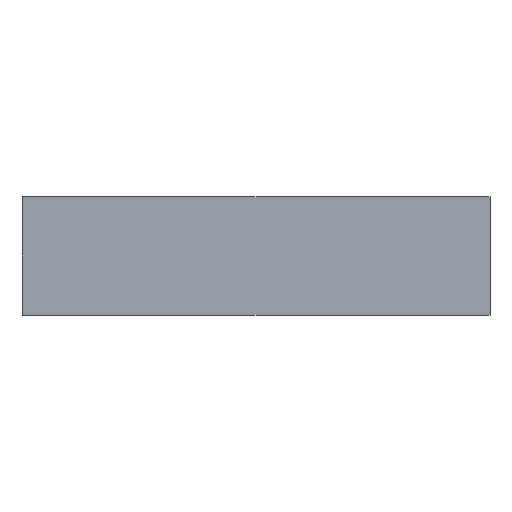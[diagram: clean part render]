
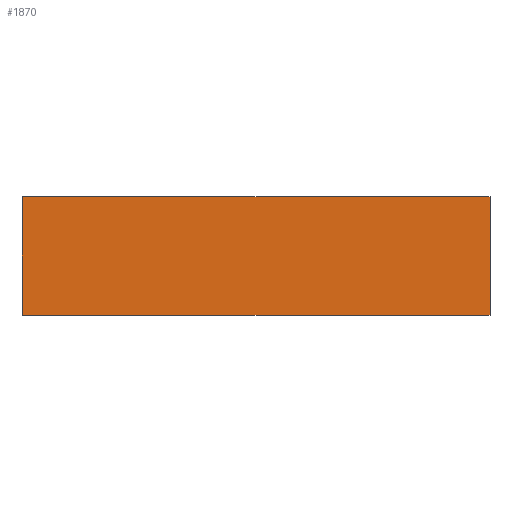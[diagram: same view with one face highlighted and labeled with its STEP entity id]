
A CAD part, front view. The second image highlights one B-rep face of the part: STEP entity #1870.
In plain terms, the highlighted planar face has unit normal (0, -1, 0).
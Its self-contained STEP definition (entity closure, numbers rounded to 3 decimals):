
#30 = PLANE ( 'NONE',  #26849 ) ;
#409 = DIRECTION ( 'NONE',  ( -1., 0., 0. ) ) ;
#1442 = ORIENTED_EDGE ( 'NONE', *, *, #7946, .T. ) ;
#1807 = ORIENTED_EDGE ( 'NONE', *, *, #25094, .T. ) ;
#1870 = ADVANCED_FACE ( 'NONE', ( #34835 ), #30, .T. ) ;
#2203 = LINE ( 'NONE', #26253, #2688 ) ;
#2688 = VECTOR ( 'NONE', #12959, 1000. ) ;
#3826 = VERTEX_POINT ( 'NONE', #27525 ) ;
#5793 = VECTOR ( 'NONE', #28085, 1000. ) ;
#6937 = CARTESIAN_POINT ( 'NONE',  ( -257., -30., 65. ) ) ;
#7824 = CARTESIAN_POINT ( 'NONE',  ( -257., -30., -65. ) ) ;
#7946 = EDGE_CURVE ( 'NONE', #3826, #12763, #27547, .T. ) ;
#8304 = LINE ( 'NONE', #24971, #31151 ) ;
#8839 = ORIENTED_EDGE ( 'NONE', *, *, #15945, .T. ) ;
#10961 = CARTESIAN_POINT ( 'NONE',  ( 0., -30., 0. ) ) ;
#12763 = VERTEX_POINT ( 'NONE', #24806 ) ;
#12959 = DIRECTION ( 'NONE',  ( 0., 0., 1. ) ) ;
#13173 = EDGE_LOOP ( 'NONE', ( #13419, #1442, #8839, #1807 ) ) ;
#13419 = ORIENTED_EDGE ( 'NONE', *, *, #23630, .T. ) ;
#15945 = EDGE_CURVE ( 'NONE', #12763, #25143, #2203, .T. ) ;
#18020 = VERTEX_POINT ( 'NONE', #25182 ) ;
#20572 = LINE ( 'NONE', #6937, #25372 ) ;
#21908 = DIRECTION ( 'NONE',  ( 0., -1., 0. ) ) ;
#23630 = EDGE_CURVE ( 'NONE', #18020, #3826, #20572, .T. ) ;
#24806 = CARTESIAN_POINT ( 'NONE',  ( 257., -30., -65. ) ) ;
#24971 = CARTESIAN_POINT ( 'NONE',  ( -257., -30., 65. ) ) ;
#25094 = EDGE_CURVE ( 'NONE', #25143, #18020, #8304, .T. ) ;
#25143 = VERTEX_POINT ( 'NONE', #31617 ) ;
#25182 = CARTESIAN_POINT ( 'NONE',  ( -257., -30., 65. ) ) ;
#25372 = VECTOR ( 'NONE', #34541, 1000. ) ;
#26253 = CARTESIAN_POINT ( 'NONE',  ( 257., -30., 65. ) ) ;
#26849 = AXIS2_PLACEMENT_3D ( 'NONE', #10961, #21908, #32852 ) ;
#27525 = CARTESIAN_POINT ( 'NONE',  ( -257., -30., -65. ) ) ;
#27547 = LINE ( 'NONE', #7824, #5793 ) ;
#28085 = DIRECTION ( 'NONE',  ( 1., 0., 0. ) ) ;
#31151 = VECTOR ( 'NONE', #409, 1000. ) ;
#31617 = CARTESIAN_POINT ( 'NONE',  ( 257., -30., 65. ) ) ;
#32852 = DIRECTION ( 'NONE',  ( 0., 0., -1. ) ) ;
#34541 = DIRECTION ( 'NONE',  ( 0., 0., -1. ) ) ;
#34835 = FACE_OUTER_BOUND ( 'NONE', #13173, .T. ) ;
